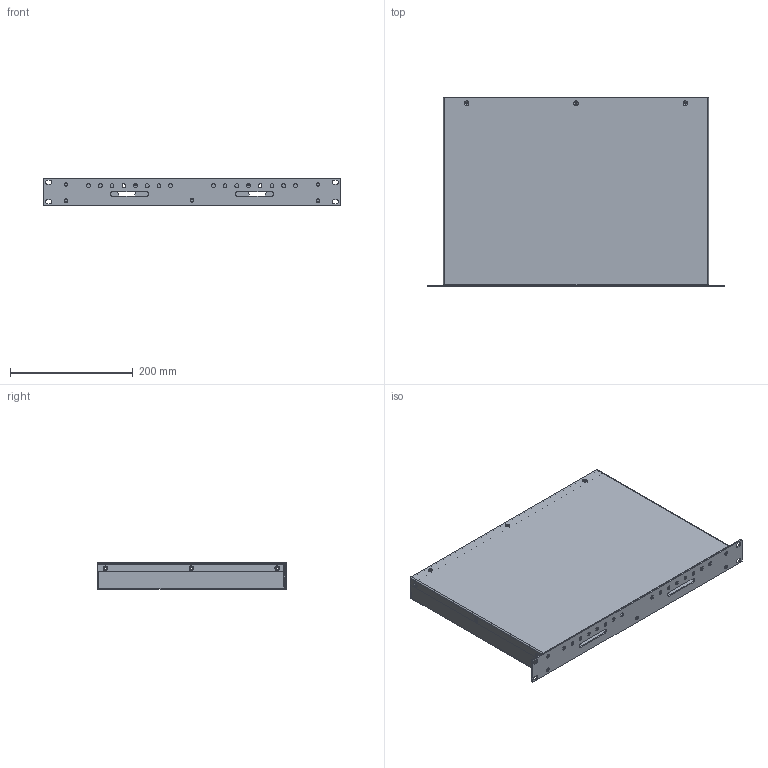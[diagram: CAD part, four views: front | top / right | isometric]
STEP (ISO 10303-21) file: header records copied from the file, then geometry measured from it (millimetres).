
FILE_DESCRIPTION (( 'STEP AP214' ), '1' );
FILE_NAME ('filter_case_1U Rev(-).step', '2022-10-21T16:17:11', ( '' ), ( '' ), 'SwSTEP 2.0', 'SolidWorks 2022', '' );
FILE_SCHEMA (( 'AUTOMOTIVE_DESIGN' ));
Length unit declared in the file: inch
Products named in the file (9): filter_case_1U Rev(-); FH4-832-6_FH4-832-6; CLS-440-1_CLS-440-1; Chassis; cover; BSO4-832-16_BSO4-832-16; Front; Rear; SP-832-1_SP-832-1
Assembly tree (37 placements, depth 2):
  filter_case_1U Rev(-)
    Chassis
    Rear
    cover
    Front
    FH4-832-6_FH4-832-6  x8
    SP-832-1_SP-832-1  x9
    BSO4-832-16_BSO4-832-16  x8
    CLS-440-1_CLS-440-1  x8
Bounding box: 482.6 x 306.86 x 43.69 mm (x, y, z)
Volume: 461155.2 mm3; surface area: 699502.2 mm2
Topology: 37 solids, 37 shells, 2714 faces, 7468 edges, 4919 vertices
Faces by surface type: plane 2127, cylinder 378, cone 197, torus 8, bspline 4
Full cylindrical faces by diameter (mm): 2.261 x8, 2.845 x8, 3.454 x17, 3.745 x8, 4.14 x8, 4.166 x25, 4.191 x8, 4.216 x8, 4.939 x9, 4.953 x8, 5.385 x9, 5.41 x9, 5.558 x8, 6.35 x8, 6.756 x8, 7.112 x16, 7.137 x8, 7.874 x9, 28.499 x2
Entity records: 19904 total; most frequent: CARTESIAN_POINT 3642, DIRECTION 3244, ORIENTED_EDGE 3140, EDGE_CURVE 1570, LINE 1128, VECTOR 1128, VERTEX_POINT 1060, AXIS2_PLACEMENT_3D 1058
